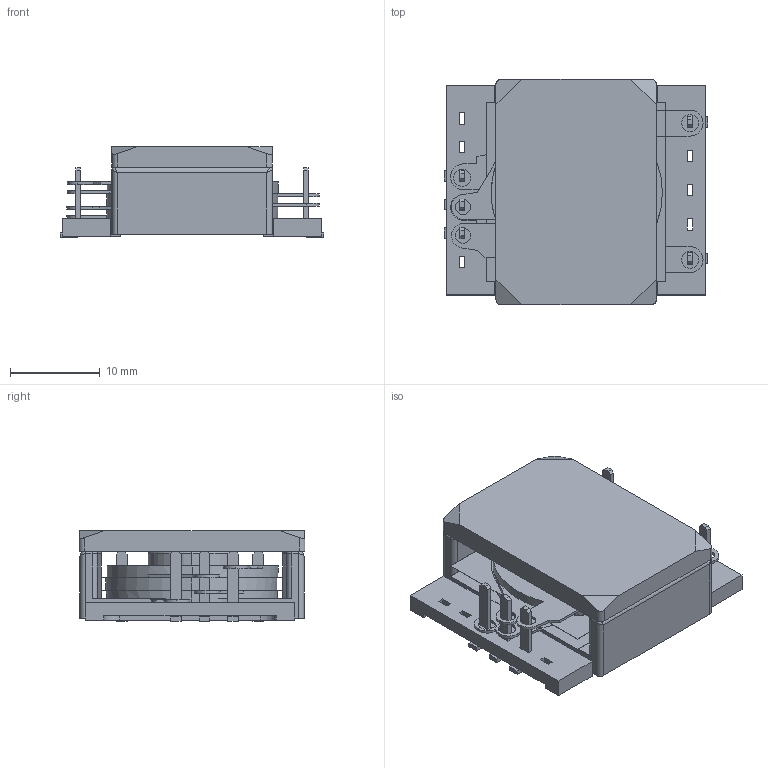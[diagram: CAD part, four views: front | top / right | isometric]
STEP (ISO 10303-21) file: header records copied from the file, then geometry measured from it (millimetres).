
FILE_DESCRIPTION (( 'STEP AP214' ), '1' );
FILE_NAME ('750341143(6H).STEP', '2023-07-05T20:27:39', ( '' ), ( '' ), 'SwSTEP 2.0', 'SolidWorks 2022', '' );
FILE_SCHEMA (( 'AUTOMOTIVE_DESIGN' ));
Length unit declared in the file: millimetre
Products named in the file (9): 4800-9013; 750341143(6H); 250-1425_TERM; 150-2976_6A-b; 800-0046_6B; 250-1425_6B; 800-0041_6D; 800-0040_6C; 150-2976_6A
Assembly tree (13 placements, depth 2):
  750341143(6H)
    250-1425_6B
    250-1425_TERM  x5
    150-2976_6A
    150-2976_6A-b
    800-0040_6C
    4800-9013  x2
    800-0046_6B
    800-0041_6D
Bounding box: 29.4 x 25.2 x 10.15 mm (x, y, z)
Volume: 4132.7 mm3; surface area: 6784.2 mm2
Topology: 14 solids, 14 shells, 321 faces, 850 edges, 554 vertices
Faces by surface type: plane 214, cylinder 93, torus 10, bspline 4
Entity records: 9735 total; most frequent: CARTESIAN_POINT 1651, ORIENTED_EDGE 1416, DIRECTION 1396, EDGE_CURVE 708, LINE 518, VECTOR 518, VERTEX_POINT 462, AXIS2_PLACEMENT_3D 439
